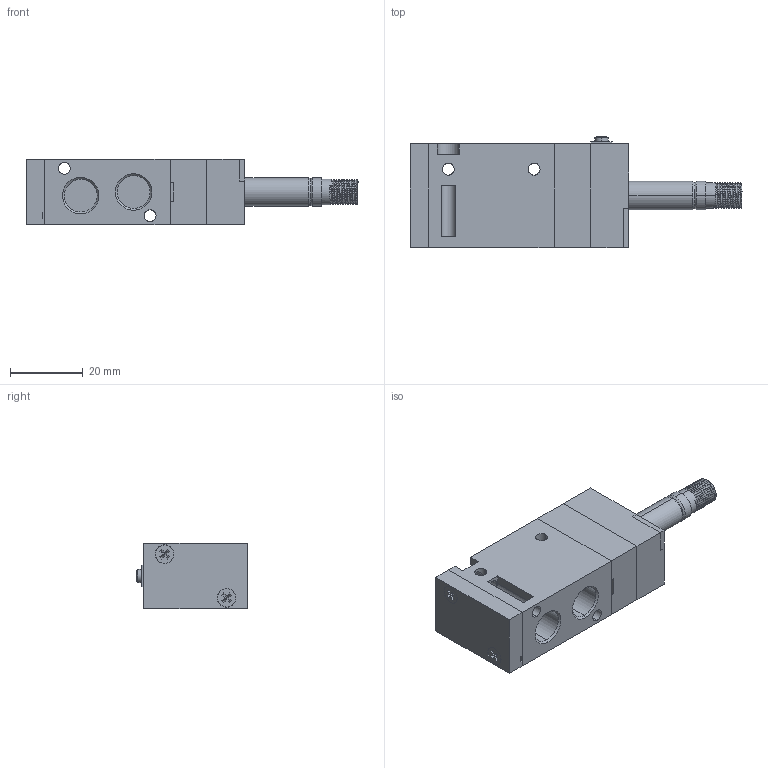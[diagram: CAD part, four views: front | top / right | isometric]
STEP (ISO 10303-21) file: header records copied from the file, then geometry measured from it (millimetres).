
FILE_DESCRIPTION (( 'STEP AP203' ), '1' );
FILE_NAME ('SF2601-IP.STEP', '2016-01-04T11:38:29', ( 'yrd8' ), ( '' ), 'SwSTEP 2.0', 'SolidWorks 2008', '' );
FILE_SCHEMA (( 'CONFIG_CONTROL_DESIGN' ));
Length unit declared in the file: millimetre
Products named in the file (5): SF2601-IP; SF2600 BODY_ル遽; SF2000 BODY COVER_ル遽; SF2000 SEMY_ル遽; SF2000 PILOT_ル遽
Assembly tree (4 placements, depth 2):
  SF2601-IP
    SF2600 BODY_ル遽
    SF2000 PILOT_ル遽
    SF2000 BODY COVER_ル遽
    SF2000 SEMY_ル遽
Bounding box: 91 x 30.5 x 18 mm (x, y, z)
Volume: 29367.1 mm3; surface area: 13521.3 mm2
Topology: 6 solids, 6 shells, 276 faces, 697 edges, 456 vertices
Faces by surface type: plane 173, cylinder 89, cone 12, bspline 2
Entity records: 9726 total; most frequent: CARTESIAN_POINT 2605, ORIENTED_EDGE 1394, DIRECTION 1326, EDGE_CURVE 697, LINE 502, VECTOR 502, VERTEX_POINT 456, AXIS2_PLACEMENT_3D 412
